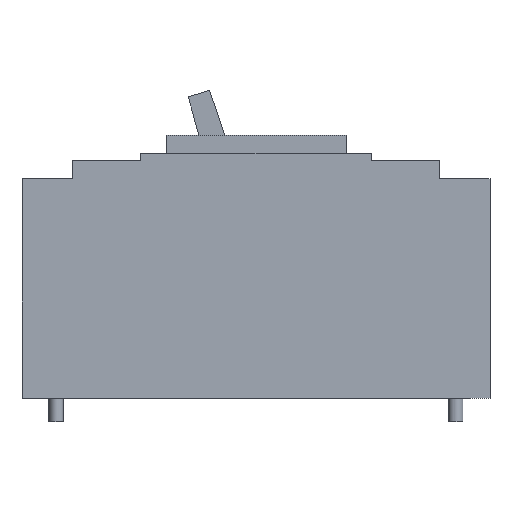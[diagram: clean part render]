
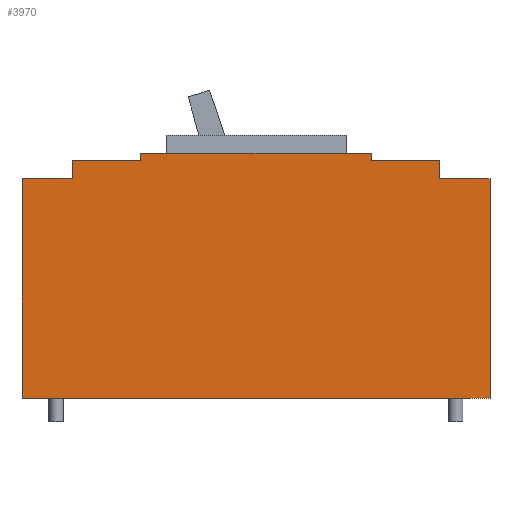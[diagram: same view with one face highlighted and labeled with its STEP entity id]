
A CAD part, left-side view. The second image highlights one B-rep face of the part: STEP entity #3970.
In plain terms, the highlighted planar face has unit normal (-1, 0, 0).
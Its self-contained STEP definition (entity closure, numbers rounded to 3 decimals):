
#2180=CARTESIAN_POINT('',(43.3,318.,66.));
#2190=VERTEX_POINT('',#2180);
#2590=CARTESIAN_POINT('',(43.3,299.,66.));
#2600=VERTEX_POINT('',#2590);
#2630=CARTESIAN_POINT('',(43.3,0.,66.));
#2640=DIRECTION('',(0.,1.,0.));
#2650=VECTOR('',#2640,1.);
#2660=LINE('',#2630,#2650);
#2670=EDGE_CURVE('',#2600,#2190,#2660,.T.);
#3030=CARTESIAN_POINT('',(43.3,428.446,-8.554))
;
#3040=DIRECTION('',(1.,0.,0.));
#3050=DIRECTION('',(0.,-1.,0.));
#3060=AXIS2_PLACEMENT_3D('',#3030,#3040,#3050);
#3070=PLANE('',#3060);
#3080=CARTESIAN_POINT('',(43.3,401.,298.));
#3090=DIRECTION('',(0.,0.,-1.));
#3100=VECTOR('',#3090,1.);
#3110=LINE('',#3080,#3100);
#3120=CARTESIAN_POINT('',(43.3,401.,66.));
#3130=VERTEX_POINT('',#3120);
#3140=CARTESIAN_POINT('',(43.3,401.,61.));
#3150=VERTEX_POINT('',#3140);
#3160=EDGE_CURVE('',#3130,#3150,#3110,.T.);
#3170=ORIENTED_EDGE('',*,*,#3160,.T.);
#3180=CARTESIAN_POINT('',(43.3,0.,66.));
#3190=DIRECTION('',(0.,1.,0.));
#3200=VECTOR('',#3190,1.);
#3210=LINE('',#3180,#3200);
#3220=CARTESIAN_POINT('',(43.3,382.,66.));
#3230=VERTEX_POINT('',#3220);
#3240=EDGE_CURVE('',#3230,#3130,#3210,.T.);
#3250=ORIENTED_EDGE('',*,*,#3240,.T.);
#3260=CARTESIAN_POINT('',(43.3,382.,298.));
#3270=DIRECTION('',(0.,0.,1.));
#3280=VECTOR('',#3270,1.);
#3290=LINE('',#3260,#3280);
#3300=CARTESIAN_POINT('',(43.3,382.,68.));
#3310=VERTEX_POINT('',#3300);
#3320=EDGE_CURVE('',#3230,#3310,#3290,.T.);
#3330=ORIENTED_EDGE('',*,*,#3320,.F.);
#3340=CARTESIAN_POINT('',(43.3,0.,68.));
#3350=DIRECTION('',(0.,-1.,0.));
#3360=VECTOR('',#3350,1.);
#3370=LINE('',#3340,#3360);
#3380=CARTESIAN_POINT('',(43.3,318.,68.));
#3390=VERTEX_POINT('',#3380);
#3400=EDGE_CURVE('',#3310,#3390,#3370,.T.);
#3410=ORIENTED_EDGE('',*,*,#3400,.F.);
#3420=CARTESIAN_POINT('',(43.3,318.,298.));
#3430=DIRECTION('',(0.,0.,-1.));
#3440=VECTOR('',#3430,1.);
#3450=LINE('',#3420,#3440);
#3460=EDGE_CURVE('',#3390,#2190,#3450,.T.);
#3470=ORIENTED_EDGE('',*,*,#3460,.F.);
#3480=ORIENTED_EDGE('',*,*,#2670,.T.);
#3490=CARTESIAN_POINT('',(43.3,299.,298.));
#3500=DIRECTION('',(0.,0.,1.));
#3510=VECTOR('',#3500,1.);
#3520=LINE('',#3490,#3510);
#3530=CARTESIAN_POINT('',(43.3,299.,61.));
#3540=VERTEX_POINT('',#3530);
#3550=EDGE_CURVE('',#3540,#2600,#3520,.T.);
#3560=ORIENTED_EDGE('',*,*,#3550,.T.);
#3570=CARTESIAN_POINT('',(43.3,0.,61.));
#3580=DIRECTION('',(0.,1.,0.));
#3590=VECTOR('',#3580,1.);
#3600=LINE('',#3570,#3590);
#3610=CARTESIAN_POINT('',(43.3,285.,61.));
#3620=VERTEX_POINT('',#3610);
#3630=EDGE_CURVE('',#3620,#3540,#3600,.T.);
#3640=ORIENTED_EDGE('',*,*,#3630,.T.);
#3650=CARTESIAN_POINT('',(43.3,285.,298.));
#3660=DIRECTION('',(0.,0.,1.));
#3670=VECTOR('',#3660,1.);
#3680=LINE('',#3650,#3670);
#3690=CARTESIAN_POINT('',(43.3,285.,0.));
#3700=VERTEX_POINT('',#3690);
#3710=EDGE_CURVE('',#3700,#3620,#3680,.T.);
#3720=ORIENTED_EDGE('',*,*,#3710,.T.);
#3730=CARTESIAN_POINT('',(43.3,0.,0.));
#3740=DIRECTION('',(0.,-1.,0.));
#3750=VECTOR('',#3740,1.);
#3760=LINE('',#3730,#3750);
#3770=CARTESIAN_POINT('',(43.3,415.,0.));
#3780=VERTEX_POINT('',#3770);
#3790=EDGE_CURVE('',#3780,#3700,#3760,.T.);
#3800=ORIENTED_EDGE('',*,*,#3790,.T.);
#3810=CARTESIAN_POINT('',(43.3,415.,298.));
#3820=DIRECTION('',(0.,0.,-1.));
#3830=VECTOR('',#3820,1.);
#3840=LINE('',#3810,#3830);
#3850=CARTESIAN_POINT('',(43.3,415.,61.));
#3860=VERTEX_POINT('',#3850);
#3870=EDGE_CURVE('',#3860,#3780,#3840,.T.);
#3880=ORIENTED_EDGE('',*,*,#3870,.T.);
#3890=CARTESIAN_POINT('',(43.3,0.,61.));
#3900=DIRECTION('',(0.,1.,0.));
#3910=VECTOR('',#3900,1.);
#3920=LINE('',#3890,#3910);
#3930=EDGE_CURVE('',#3150,#3860,#3920,.T.);
#3940=ORIENTED_EDGE('',*,*,#3930,.T.);
#3950=EDGE_LOOP('',(#3940,#3880,#3800,#3720,#3640,#3560,#3480,#3470,
#3410,#3330,#3250,#3170));
#3960=FACE_OUTER_BOUND('',#3950,.T.);
#3970=ADVANCED_FACE('',(#3960),#3070,.F.);
